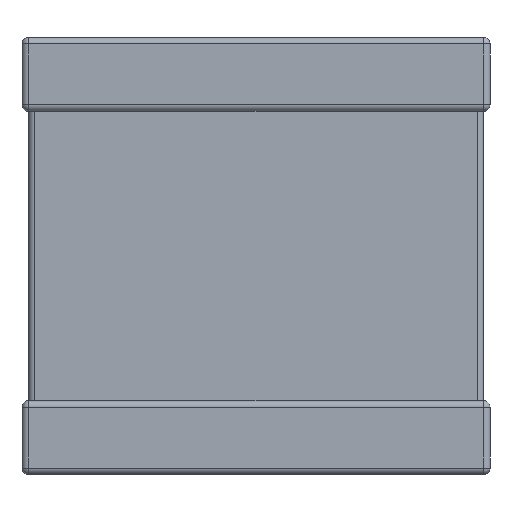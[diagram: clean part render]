
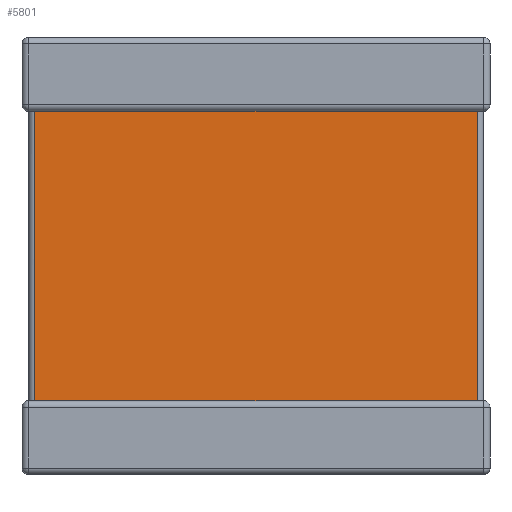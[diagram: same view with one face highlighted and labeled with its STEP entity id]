
A CAD part, left-side view. The second image highlights one B-rep face of the part: STEP entity #5801.
In plain terms, the highlighted planar face has unit normal (-1, 0, 0).
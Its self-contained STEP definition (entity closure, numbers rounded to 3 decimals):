
#326 = CARTESIAN_POINT ( 'NONE',  ( 0.144, 10.311, -1.67 ) ) ;
#601 = CARTESIAN_POINT ( 'NONE',  ( 0.144, 0., -1.67 ) ) ;
#727 = LINE ( 'NONE', #601, #7405 ) ;
#734 = LINE ( 'NONE', #2750, #9657 ) ;
#748 = LINE ( 'NONE', #4849, #4858 ) ;
#1157 = DIRECTION ( 'NONE',  ( 0., 0., 1. ) ) ;
#1859 = ORIENTED_EDGE ( 'NONE', *, *, #12269, .F. ) ;
#2358 = ORIENTED_EDGE ( 'NONE', *, *, #3584, .T. ) ;
#2498 = VERTEX_POINT ( 'NONE', #12783 ) ;
#2750 = CARTESIAN_POINT ( 'NONE',  ( 0.144, 10.311, -8.23 ) ) ;
#3520 = VERTEX_POINT ( 'NONE', #10937 ) ;
#3584 = EDGE_CURVE ( 'NONE', #7992, #2498, #734, .T. ) ;
#3637 = DIRECTION ( 'NONE',  ( 0., 1., 0. ) ) ;
#4315 = LINE ( 'NONE', #11230, #11097 ) ;
#4849 = CARTESIAN_POINT ( 'NONE',  ( 0.144, 0.289, -8.23 ) ) ;
#4858 = VECTOR ( 'NONE', #1157, 1000. ) ;
#5801 = ADVANCED_FACE ( 'NONE', ( #9869 ), #7544, .T. ) ;
#5855 = DIRECTION ( 'NONE',  ( 0., 0., -1. ) ) ;
#5993 = CARTESIAN_POINT ( 'NONE',  ( 0.144, 0., -8.23 ) ) ;
#6927 = ORIENTED_EDGE ( 'NONE', *, *, #7274, .T. ) ;
#7274 = EDGE_CURVE ( 'NONE', #3520, #11895, #748, .T. ) ;
#7405 = VECTOR ( 'NONE', #3637, 1000. ) ;
#7544 = PLANE ( 'NONE',  #9866 ) ;
#7880 = DIRECTION ( 'NONE',  ( 0., -1., 0. ) ) ;
#7992 = VERTEX_POINT ( 'NONE', #326 ) ;
#9351 = ORIENTED_EDGE ( 'NONE', *, *, #9565, .T. ) ;
#9419 = DIRECTION ( 'NONE',  ( 0., 1., 0. ) ) ;
#9565 = EDGE_CURVE ( 'NONE', #11895, #7992, #727, .T. ) ;
#9657 = VECTOR ( 'NONE', #5855, 1000. ) ;
#9866 = AXIS2_PLACEMENT_3D ( 'NONE', #5993, #13188, #7880 ) ;
#9869 = FACE_OUTER_BOUND ( 'NONE', #10584, .T. ) ;
#10584 = EDGE_LOOP ( 'NONE', ( #1859, #6927, #9351, #2358 ) ) ;
#10937 = CARTESIAN_POINT ( 'NONE',  ( 0.144, 0.289, -8.23 ) ) ;
#11097 = VECTOR ( 'NONE', #9419, 1000. ) ;
#11230 = CARTESIAN_POINT ( 'NONE',  ( 0.144, 0., -8.23 ) ) ;
#11508 = CARTESIAN_POINT ( 'NONE',  ( 0.144, 0.289, -1.67 ) ) ;
#11895 = VERTEX_POINT ( 'NONE', #11508 ) ;
#12269 = EDGE_CURVE ( 'NONE', #3520, #2498, #4315, .T. ) ;
#12783 = CARTESIAN_POINT ( 'NONE',  ( 0.144, 10.311, -8.23 ) ) ;
#13188 = DIRECTION ( 'NONE',  ( -1., 0., 0. ) ) ;
